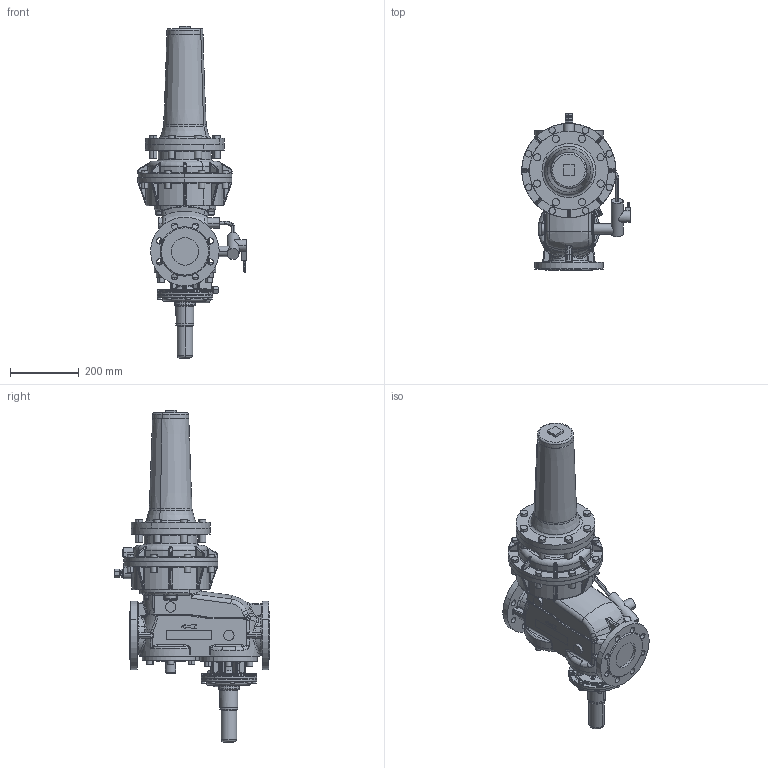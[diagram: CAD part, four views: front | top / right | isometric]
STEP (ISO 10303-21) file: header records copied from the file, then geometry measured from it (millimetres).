
FILE_DESCRIPTION(('CATIA V5 STEP'),'2;1');
FILE_NAME('RS 251 DN 080-275.stp','2011-01-17T08:41:51+00:00',('none'),('none'),'CATIA Version 5 Release 19 SP 8 (IN-10)','CATIA V5 STEP AP214','none');
FILE_SCHEMA(('AUTOMOTIVE_DESIGN { 1 0 10303 214 1 1 1 1 }'));
Products named in the file (1): RS 251 DN 080-275
Bounding box: 316.5 x 455.3 x 969 mm (x, y, z)
Volume: 23095048.7 mm3; surface area: 968684.7 mm2
Topology: 1 solids, 20 shells, 2298 faces, 5512 edges, 3225 vertices
Faces by surface type: cylinder 828, torus 535, bspline 417, plane 360, cone 105, sphere 52, revolution 1
Entity records: 99372 total; most frequent: CARTESIAN_POINT 53663, ORIENTED_EDGE 10810, DIRECTION 6624, EDGE_CURVE 5405, AXIS2_PLACEMENT_3D 3843, VERTEX_POINT 3225, EDGE_LOOP 2416, CIRCLE 2353
